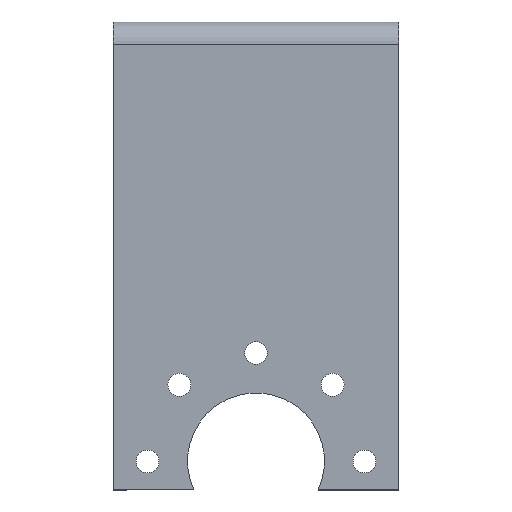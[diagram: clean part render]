
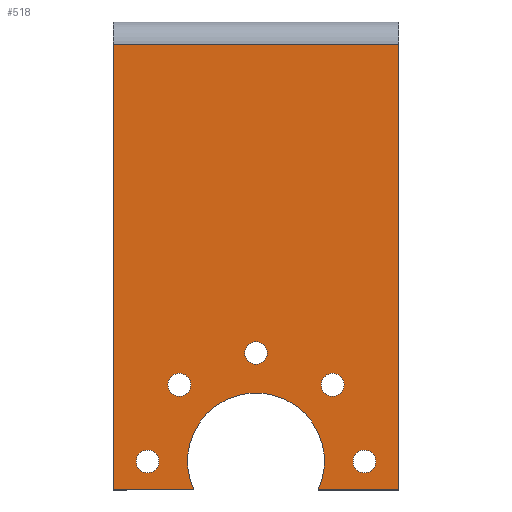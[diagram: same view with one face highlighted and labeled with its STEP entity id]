
A CAD part, left-side view. The second image highlights one B-rep face of the part: STEP entity #518.
In plain terms, the highlighted planar face has unit normal (-1, 0, 0).
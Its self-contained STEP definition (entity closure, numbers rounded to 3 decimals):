
#13 = EDGE_CURVE ( 'NONE', #1274, #1375, #415, .T. ) ;
#14 = VECTOR ( 'NONE', #700, 1000. ) ;
#17 = ORIENTED_EDGE ( 'NONE', *, *, #849, .T. ) ;
#48 = CARTESIAN_POINT ( 'NONE',  ( -22.5, 3., -39. ) ) ;
#55 = VERTEX_POINT ( 'NONE', #1528 ) ;
#59 = EDGE_CURVE ( 'NONE', #1375, #1274, #1144, .T. ) ;
#63 = CARTESIAN_POINT ( 'NONE',  ( -22.5, 19.218, -31.282 ) ) ;
#67 = CARTESIAN_POINT ( 'NONE',  ( -22.5, 12.5, -29.5 ) ) ;
#68 = FACE_BOUND ( 'NONE', #819, .T. ) ;
#69 = AXIS2_PLACEMENT_3D ( 'NONE', #786, #927, #1059 ) ;
#86 = LINE ( 'NONE', #188, #1675 ) ;
#94 = ORIENTED_EDGE ( 'NONE', *, *, #1655, .T. ) ;
#103 = AXIS2_PLACEMENT_3D ( 'NONE', #370, #498, #1513 ) ;
#105 = CARTESIAN_POINT ( 'NONE',  ( -22.5, 19.218, -30.282 ) ) ;
#114 = CARTESIAN_POINT ( 'NONE',  ( -22.5, 3., -38. ) ) ;
#120 = DIRECTION ( 'NONE',  ( 1., 0., 0. ) ) ;
#124 = CARTESIAN_POINT ( 'NONE',  ( -22.5, 22., -39. ) ) ;
#128 = DIRECTION ( 'NONE',  ( 0., 0., -1. ) ) ;
#132 = AXIS2_PLACEMENT_3D ( 'NONE', #357, #871, #368 ) ;
#147 = ORIENTED_EDGE ( 'NONE', *, *, #358, .T. ) ;
#188 = CARTESIAN_POINT ( 'NONE',  ( -22.5, 25., -0.5 ) ) ;
#200 = DIRECTION ( 'NONE',  ( 0., 1., 0. ) ) ;
#202 = EDGE_CURVE ( 'NONE', #1631, #950, #257, .T. ) ;
#207 = DIRECTION ( 'NONE',  ( 0., 0., -1. ) ) ;
#233 = EDGE_CURVE ( 'NONE', #521, #758, #1503, .T. ) ;
#241 = FACE_OUTER_BOUND ( 'NONE', #1546, .T. ) ;
#242 = ORIENTED_EDGE ( 'NONE', *, *, #59, .T. ) ;
#247 = CARTESIAN_POINT ( 'NONE',  ( -22.5, 12.5, -38. ) ) ;
#249 = DIRECTION ( 'NONE',  ( 0., 0., -1. ) ) ;
#252 = CARTESIAN_POINT ( 'NONE',  ( -22.5, 0., -1.5 ) ) ;
#257 = CIRCLE ( 'NONE', #258, 1. ) ;
#258 = AXIS2_PLACEMENT_3D ( 'NONE', #510, #1417, #893 ) ;
#267 = EDGE_LOOP ( 'NONE', ( #94, #17 ) ) ;
#287 = CARTESIAN_POINT ( 'NONE',  ( -22.5, 22., -37. ) ) ;
#340 = CARTESIAN_POINT ( 'NONE',  ( -22.5, 12.5, -28.5 ) ) ;
#342 = FACE_BOUND ( 'NONE', #267, .T. ) ;
#347 = ORIENTED_EDGE ( 'NONE', *, *, #1590, .T. ) ;
#348 = ORIENTED_EDGE ( 'NONE', *, *, #1192, .T. ) ;
#357 = CARTESIAN_POINT ( 'NONE',  ( -22.5, 3., -38. ) ) ;
#358 = EDGE_CURVE ( 'NONE', #55, #1541, #1198, .T. ) ;
#368 = DIRECTION ( 'NONE',  ( 0., 0., -1. ) ) ;
#370 = CARTESIAN_POINT ( 'NONE',  ( -22.5, 25., -0.5 ) ) ;
#372 = CARTESIAN_POINT ( 'NONE',  ( -22.5, 12.5, -27.5 ) ) ;
#374 = EDGE_LOOP ( 'NONE', ( #561, #1446 ) ) ;
#389 = EDGE_CURVE ( 'NONE', #715, #1314, #496, .T. ) ;
#394 = CARTESIAN_POINT ( 'NONE',  ( -22.5, 22., -38. ) ) ;
#398 = VECTOR ( 'NONE', #494, 1000. ) ;
#401 = ORIENTED_EDGE ( 'NONE', *, *, #13, .T. ) ;
#402 = CARTESIAN_POINT ( 'NONE',  ( -22.5, 7.046, -40.5 ) ) ;
#415 = CIRCLE ( 'NONE', #440, 1. ) ;
#438 = ORIENTED_EDGE ( 'NONE', *, *, #1180, .T. ) ;
#440 = AXIS2_PLACEMENT_3D ( 'NONE', #63, #988, #711 ) ;
#468 = CARTESIAN_POINT ( 'NONE',  ( -22.5, 3., -37. ) ) ;
#470 = DIRECTION ( 'NONE',  ( 1., 0., 0. ) ) ;
#483 = EDGE_LOOP ( 'NONE', ( #1060, #1355 ) ) ;
#494 = DIRECTION ( 'NONE',  ( 0., 0., 1. ) ) ;
#496 = LINE ( 'NONE', #577, #997 ) ;
#498 = DIRECTION ( 'NONE',  ( 1., 0., 0. ) ) ;
#500 = FACE_BOUND ( 'NONE', #374, .T. ) ;
#510 = CARTESIAN_POINT ( 'NONE',  ( -22.5, 5.782, -31.282 ) ) ;
#514 = EDGE_CURVE ( 'NONE', #951, #1677, #1601, .T. ) ;
#518 = ADVANCED_FACE ( 'NONE', ( #1280, #500, #342, #1145, #68, #241 ), #1390, .F. ) ;
#521 = VERTEX_POINT ( 'NONE', #124 ) ;
#561 = ORIENTED_EDGE ( 'NONE', *, *, #514, .T. ) ;
#572 = ORIENTED_EDGE ( 'NONE', *, *, #389, .T. ) ;
#577 = CARTESIAN_POINT ( 'NONE',  ( -22.5, 25., -40.5 ) ) ;
#586 = DIRECTION ( 'NONE',  ( 0., 0., -1. ) ) ;
#589 = LINE ( 'NONE', #1529, #398 ) ;
#592 = AXIS2_PLACEMENT_3D ( 'NONE', #340, #1607, #1467 ) ;
#600 = CARTESIAN_POINT ( 'NONE',  ( -22.5, 5.782, -31.282 ) ) ;
#644 = DIRECTION ( 'NONE',  ( 0., 0., -1. ) ) ;
#647 = AXIS2_PLACEMENT_3D ( 'NONE', #114, #1672, #249 ) ;
#700 = DIRECTION ( 'NONE',  ( 0., -1., 0. ) ) ;
#711 = DIRECTION ( 'NONE',  ( 0., 0., -1. ) ) ;
#715 = VERTEX_POINT ( 'NONE', #402 ) ;
#718 = DIRECTION ( 'NONE',  ( 1., 0., 0. ) ) ;
#726 = AXIS2_PLACEMENT_3D ( 'NONE', #978, #718, #207 ) ;
#758 = VERTEX_POINT ( 'NONE', #287 ) ;
#766 = EDGE_CURVE ( 'NONE', #758, #521, #1678, .T. ) ;
#786 = CARTESIAN_POINT ( 'NONE',  ( -22.5, 22., -38. ) ) ;
#798 = CARTESIAN_POINT ( 'NONE',  ( -22.5, 17.954, -40.5 ) ) ;
#819 = EDGE_LOOP ( 'NONE', ( #1543, #1254 ) ) ;
#838 = VERTEX_POINT ( 'NONE', #976 ) ;
#849 = EDGE_CURVE ( 'NONE', #1228, #1628, #902, .T. ) ;
#871 = DIRECTION ( 'NONE',  ( 1., 0., 0. ) ) ;
#872 = AXIS2_PLACEMENT_3D ( 'NONE', #600, #470, #586 ) ;
#893 = DIRECTION ( 'NONE',  ( 0., 0., -1. ) ) ;
#895 = DIRECTION ( 'NONE',  ( 1., 0., 0. ) ) ;
#902 = CIRCLE ( 'NONE', #592, 1. ) ;
#911 = EDGE_LOOP ( 'NONE', ( #242, #401 ) ) ;
#927 = DIRECTION ( 'NONE',  ( 1., 0., 0. ) ) ;
#950 = VERTEX_POINT ( 'NONE', #1589 ) ;
#951 = VERTEX_POINT ( 'NONE', #48 ) ;
#975 = DIRECTION ( 'NONE',  ( 0., 0., 1. ) ) ;
#976 = CARTESIAN_POINT ( 'NONE',  ( -22.5, 25., -1.5 ) ) ;
#978 = CARTESIAN_POINT ( 'NONE',  ( -22.5, 12.5, -28.5 ) ) ;
#982 = VECTOR ( 'NONE', #200, 1000. ) ;
#988 = DIRECTION ( 'NONE',  ( 1., 0., 0. ) ) ;
#997 = VECTOR ( 'NONE', #1499, 1000. ) ;
#1019 = DIRECTION ( 'NONE',  ( 1., 0., 0. ) ) ;
#1037 = EDGE_CURVE ( 'NONE', #950, #1631, #1143, .T. ) ;
#1058 = EDGE_CURVE ( 'NONE', #1677, #951, #1349, .T. ) ;
#1059 = DIRECTION ( 'NONE',  ( 0., 0., -1. ) ) ;
#1060 = ORIENTED_EDGE ( 'NONE', *, *, #202, .T. ) ;
#1085 = CARTESIAN_POINT ( 'NONE',  ( -22.5, 5.782, -32.282 ) ) ;
#1126 = ORIENTED_EDGE ( 'NONE', *, *, #1586, .F. ) ;
#1129 = VERTEX_POINT ( 'NONE', #252 ) ;
#1132 = CARTESIAN_POINT ( 'NONE',  ( -22.5, 19.218, -31.282 ) ) ;
#1143 = CIRCLE ( 'NONE', #872, 1. ) ;
#1144 = CIRCLE ( 'NONE', #1361, 1. ) ;
#1145 = FACE_BOUND ( 'NONE', #911, .T. ) ;
#1170 = CARTESIAN_POINT ( 'NONE',  ( -22.5, 19.218, -32.282 ) ) ;
#1180 = EDGE_CURVE ( 'NONE', #1541, #715, #1221, .T. ) ;
#1192 = EDGE_CURVE ( 'NONE', #1314, #1129, #589, .T. ) ;
#1198 = LINE ( 'NONE', #1480, #14 ) ;
#1215 = AXIS2_PLACEMENT_3D ( 'NONE', #247, #895, #128 ) ;
#1221 = CIRCLE ( 'NONE', #1215, 6. ) ;
#1228 = VERTEX_POINT ( 'NONE', #372 ) ;
#1254 = ORIENTED_EDGE ( 'NONE', *, *, #766, .T. ) ;
#1262 = AXIS2_PLACEMENT_3D ( 'NONE', #394, #1019, #644 ) ;
#1274 = VERTEX_POINT ( 'NONE', #105 ) ;
#1280 = FACE_BOUND ( 'NONE', #483, .T. ) ;
#1314 = VERTEX_POINT ( 'NONE', #1558 ) ;
#1322 = CIRCLE ( 'NONE', #726, 1. ) ;
#1349 = CIRCLE ( 'NONE', #132, 1. ) ;
#1355 = ORIENTED_EDGE ( 'NONE', *, *, #1037, .T. ) ;
#1361 = AXIS2_PLACEMENT_3D ( 'NONE', #1132, #120, #1516 ) ;
#1375 = VERTEX_POINT ( 'NONE', #1170 ) ;
#1390 = PLANE ( 'NONE',  #103 ) ;
#1417 = DIRECTION ( 'NONE',  ( 1., 0., 0. ) ) ;
#1424 = LINE ( 'NONE', #1603, #982 ) ;
#1446 = ORIENTED_EDGE ( 'NONE', *, *, #1058, .T. ) ;
#1467 = DIRECTION ( 'NONE',  ( 0., 0., -1. ) ) ;
#1480 = CARTESIAN_POINT ( 'NONE',  ( -22.5, 25., -40.5 ) ) ;
#1499 = DIRECTION ( 'NONE',  ( 0., -1., 0. ) ) ;
#1503 = CIRCLE ( 'NONE', #1262, 1. ) ;
#1513 = DIRECTION ( 'NONE',  ( 0., 0., -1. ) ) ;
#1516 = DIRECTION ( 'NONE',  ( 0., 0., -1. ) ) ;
#1528 = CARTESIAN_POINT ( 'NONE',  ( -22.5, 25., -40.5 ) ) ;
#1529 = CARTESIAN_POINT ( 'NONE',  ( -22.5, 0., -0.5 ) ) ;
#1541 = VERTEX_POINT ( 'NONE', #798 ) ;
#1543 = ORIENTED_EDGE ( 'NONE', *, *, #233, .T. ) ;
#1546 = EDGE_LOOP ( 'NONE', ( #348, #347, #1126, #147, #438, #572 ) ) ;
#1558 = CARTESIAN_POINT ( 'NONE',  ( -22.5, 0., -40.5 ) ) ;
#1586 = EDGE_CURVE ( 'NONE', #55, #838, #86, .T. ) ;
#1589 = CARTESIAN_POINT ( 'NONE',  ( -22.5, 5.782, -30.282 ) ) ;
#1590 = EDGE_CURVE ( 'NONE', #1129, #838, #1424, .T. ) ;
#1601 = CIRCLE ( 'NONE', #647, 1. ) ;
#1603 = CARTESIAN_POINT ( 'NONE',  ( -22.5, 25., -1.5 ) ) ;
#1607 = DIRECTION ( 'NONE',  ( 1., 0., 0. ) ) ;
#1628 = VERTEX_POINT ( 'NONE', #67 ) ;
#1631 = VERTEX_POINT ( 'NONE', #1085 ) ;
#1655 = EDGE_CURVE ( 'NONE', #1628, #1228, #1322, .T. ) ;
#1672 = DIRECTION ( 'NONE',  ( 1., 0., 0. ) ) ;
#1675 = VECTOR ( 'NONE', #975, 1000. ) ;
#1677 = VERTEX_POINT ( 'NONE', #468 ) ;
#1678 = CIRCLE ( 'NONE', #69, 1. ) ;
